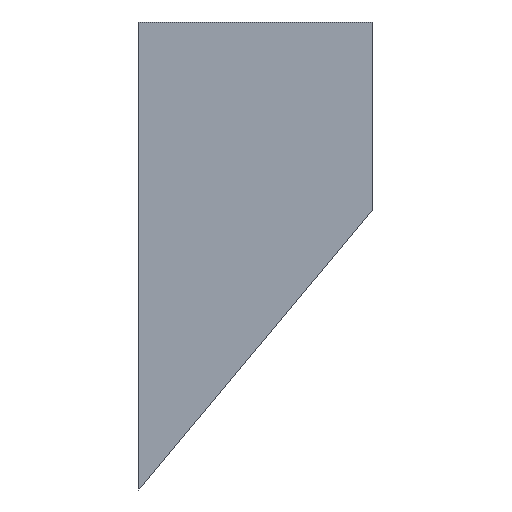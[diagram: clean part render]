
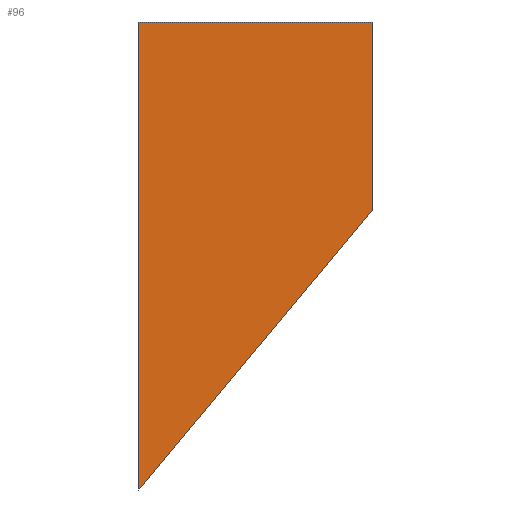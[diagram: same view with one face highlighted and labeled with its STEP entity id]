
A CAD part, front view. The second image highlights one B-rep face of the part: STEP entity #96.
In plain terms, the highlighted planar face has unit normal (0, -1, 0).
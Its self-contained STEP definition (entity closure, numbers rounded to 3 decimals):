
#6 = LINE ( 'NONE', #62, #26 ) ;
#7 = CARTESIAN_POINT ( 'NONE',  ( 127., 0., -101.6 ) ) ;
#8 = ORIENTED_EDGE ( 'NONE', *, *, #76, .F. ) ;
#14 = ORIENTED_EDGE ( 'NONE', *, *, #156, .F. ) ;
#16 = CARTESIAN_POINT ( 'NONE',  ( 0., 0., 0. ) ) ;
#20 = FACE_OUTER_BOUND ( 'NONE', #147, .T. ) ;
#22 = DIRECTION ( 'NONE',  ( 1., 0., 0. ) ) ;
#23 = LINE ( 'NONE', #7, #92 ) ;
#26 = VECTOR ( 'NONE', #150, 1000. ) ;
#27 = EDGE_CURVE ( 'NONE', #82, #155, #6, .T. ) ;
#30 = VECTOR ( 'NONE', #146, 1000. ) ;
#32 = DIRECTION ( 'NONE',  ( 0., 0., -1. ) ) ;
#36 = ORIENTED_EDGE ( 'NONE', *, *, #142, .F. ) ;
#39 = CARTESIAN_POINT ( 'NONE',  ( 127., 0., 0. ) ) ;
#43 = CARTESIAN_POINT ( 'NONE',  ( 0., 0., -254. ) ) ;
#54 = CARTESIAN_POINT ( 'NONE',  ( 127., 0., 0. ) ) ;
#60 = DIRECTION ( 'NONE',  ( 0., 0., -1. ) ) ;
#62 = CARTESIAN_POINT ( 'NONE',  ( 0., 0., -254. ) ) ;
#64 = AXIS2_PLACEMENT_3D ( 'NONE', #16, #101, #32 ) ;
#67 = ORIENTED_EDGE ( 'NONE', *, *, #27, .F. ) ;
#75 = PLANE ( 'NONE',  #64 ) ;
#76 = EDGE_CURVE ( 'NONE', #186, #82, #23, .T. ) ;
#82 = VERTEX_POINT ( 'NONE', #93 ) ;
#92 = VECTOR ( 'NONE', #60, 1000. ) ;
#93 = CARTESIAN_POINT ( 'NONE',  ( 127., 0., -101.6 ) ) ;
#96 = ADVANCED_FACE ( 'NONE', ( #20 ), #75, .T. ) ;
#98 = LINE ( 'NONE', #54, #141 ) ;
#101 = DIRECTION ( 'NONE',  ( 0., -1., 0. ) ) ;
#103 = VERTEX_POINT ( 'NONE', #165 ) ;
#141 = VECTOR ( 'NONE', #22, 1000. ) ;
#142 = EDGE_CURVE ( 'NONE', #155, #103, #158, .T. ) ;
#146 = DIRECTION ( 'NONE',  ( 0., 0., 1. ) ) ;
#147 = EDGE_LOOP ( 'NONE', ( #14, #36, #67, #8 ) ) ;
#150 = DIRECTION ( 'NONE',  ( -0.64, 0., -0.768 ) ) ;
#151 = CARTESIAN_POINT ( 'NONE',  ( 0., 0., 0. ) ) ;
#155 = VERTEX_POINT ( 'NONE', #43 ) ;
#156 = EDGE_CURVE ( 'NONE', #103, #186, #98, .T. ) ;
#158 = LINE ( 'NONE', #151, #30 ) ;
#165 = CARTESIAN_POINT ( 'NONE',  ( 0., 0., 0. ) ) ;
#186 = VERTEX_POINT ( 'NONE', #39 ) ;
